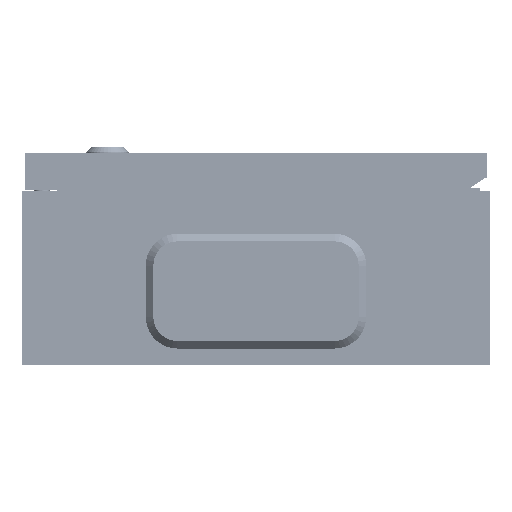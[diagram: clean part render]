
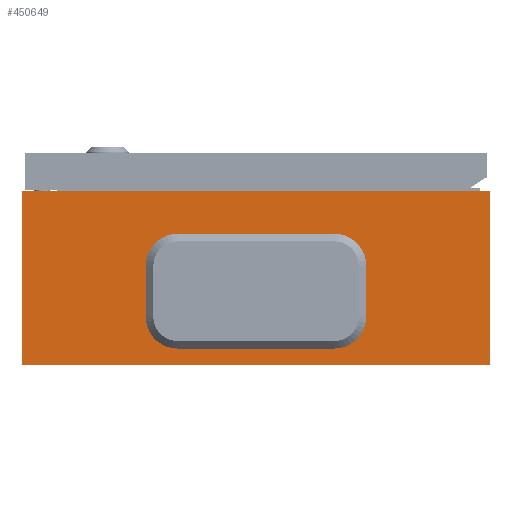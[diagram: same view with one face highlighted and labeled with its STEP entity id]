
A CAD part, front view. The second image highlights one B-rep face of the part: STEP entity #450649.
In plain terms, the highlighted planar face has unit normal (0, -1, 0).
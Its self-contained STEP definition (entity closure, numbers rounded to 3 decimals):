
#7250 = DIRECTION ( 'NONE',  ( 0., -1., 0. ) ) ;
#17463 = DIRECTION ( 'NONE',  ( 0., 0., -1. ) ) ;
#21298 = DIRECTION ( 'NONE',  ( -1., 0., 0. ) ) ;
#27575 = VERTEX_POINT ( 'NONE', #496397 ) ;
#36583 = VECTOR ( 'NONE', #326651, 1000. ) ;
#37827 = CIRCLE ( 'NONE', #262682, 18. ) ;
#46353 = VERTEX_POINT ( 'NONE', #166763 ) ;
#54703 = DIRECTION ( 'NONE',  ( 1., 0., 0. ) ) ;
#57345 = EDGE_CURVE ( 'NONE', #416303, #264520, #374394, .T. ) ;
#61337 = ORIENTED_EDGE ( 'NONE', *, *, #456091, .F. ) ;
#75523 = CARTESIAN_POINT ( 'NONE',  ( -187.346, -482.209, 273.431 ) ) ;
#77015 = CARTESIAN_POINT ( 'NONE',  ( 37.154, -482.209, 338.931 ) ) ;
#77177 = LINE ( 'NONE', #201978, #496745 ) ;
#79836 = DIRECTION ( 'NONE',  ( 0., 0., -1. ) ) ;
#83182 = PLANE ( 'NONE',  #164061 ) ;
#85863 = FACE_OUTER_BOUND ( 'NONE', #431641, .T. ) ;
#95459 = LINE ( 'NONE', #380122, #99123 ) ;
#99123 = VECTOR ( 'NONE', #54703, 1000. ) ;
#105217 = CARTESIAN_POINT ( 'NONE',  ( -83.846, -482.209, 305.431 ) ) ;
#107977 = CIRCLE ( 'NONE', #133874, 18. ) ;
#109892 = EDGE_CURVE ( 'NONE', #153494, #401497, #95459, .T. ) ;
#114311 = DIRECTION ( 'NONE',  ( 0., -1., 0. ) ) ;
#120270 = DIRECTION ( 'NONE',  ( 1., 0., 0. ) ) ;
#120699 = VERTEX_POINT ( 'NONE', #77015 ) ;
#126506 = FACE_BOUND ( 'NONE', #524098, .T. ) ;
#132234 = CARTESIAN_POINT ( 'NONE',  ( 37.154, -482.209, 305.431 ) ) ;
#133874 = AXIS2_PLACEMENT_3D ( 'NONE', #445327, #160941, #120270 ) ;
#152899 = LINE ( 'NONE', #483273, #500443 ) ;
#153494 = VERTEX_POINT ( 'NONE', #75523 ) ;
#153896 = ORIENTED_EDGE ( 'NONE', *, *, #109892, .T. ) ;
#156089 = CARTESIAN_POINT ( 'NONE',  ( -101.846, -482.209, 338.931 ) ) ;
#160941 = DIRECTION ( 'NONE',  ( 0., -1., 0. ) ) ;
#161837 = VERTEX_POINT ( 'NONE', #459901 ) ;
#163272 = EDGE_CURVE ( 'NONE', #445498, #418319, #37827, .T. ) ;
#164061 = AXIS2_PLACEMENT_3D ( 'NONE', #337881, #7250, #164645 ) ;
#164645 = DIRECTION ( 'NONE',  ( 0., 0., -1. ) ) ;
#166763 = CARTESIAN_POINT ( 'NONE',  ( 19.154, -482.209, 356.931 ) ) ;
#184098 = CARTESIAN_POINT ( 'NONE',  ( -83.846, -482.209, 338.931 ) ) ;
#194716 = VECTOR ( 'NONE', #328583, 1000. ) ;
#198786 = ORIENTED_EDGE ( 'NONE', *, *, #57345, .F. ) ;
#199308 = LINE ( 'NONE', #364543, #323220 ) ;
#201646 = DIRECTION ( 'NONE',  ( -1., 0., 0. ) ) ;
#201978 = CARTESIAN_POINT ( 'NONE',  ( -187.346, -482.209, 273.431 ) ) ;
#206676 = LINE ( 'NONE', #488310, #194716 ) ;
#218313 = EDGE_CURVE ( 'NONE', #271585, #389371, #440932, .T. ) ;
#227345 = DIRECTION ( 'NONE',  ( 0., -1., 0. ) ) ;
#242430 = EDGE_CURVE ( 'NONE', #161837, #27575, #206676, .T. ) ;
#262682 = AXIS2_PLACEMENT_3D ( 'NONE', #105217, #308520, #270519 ) ;
#264520 = VERTEX_POINT ( 'NONE', #403319 ) ;
#270519 = DIRECTION ( 'NONE',  ( 1., 0., 0. ) ) ;
#271585 = VERTEX_POINT ( 'NONE', #407407 ) ;
#278884 = ORIENTED_EDGE ( 'NONE', *, *, #412168, .T. ) ;
#280191 = VECTOR ( 'NONE', #508651, 1000. ) ;
#288910 = CARTESIAN_POINT ( 'NONE',  ( -83.846, -482.209, 287.431 ) ) ;
#303212 = ORIENTED_EDGE ( 'NONE', *, *, #472768, .F. ) ;
#307716 = ORIENTED_EDGE ( 'NONE', *, *, #382797, .F. ) ;
#308520 = DIRECTION ( 'NONE',  ( 0., -1., 0. ) ) ;
#322850 = EDGE_CURVE ( 'NONE', #120699, #46353, #107977, .T. ) ;
#323220 = VECTOR ( 'NONE', #529670, 1000. ) ;
#326651 = DIRECTION ( 'NONE',  ( 0., 0., -1. ) ) ;
#328475 = AXIS2_PLACEMENT_3D ( 'NONE', #439510, #114311, #404145 ) ;
#328583 = DIRECTION ( 'NONE',  ( -1., 0., 0. ) ) ;
#337881 = CARTESIAN_POINT ( 'NONE',  ( -4987.346, -482.209, 386.631 ) ) ;
#341900 = ORIENTED_EDGE ( 'NONE', *, *, #218313, .F. ) ;
#342795 = LINE ( 'NONE', #507927, #442748 ) ;
#343486 = CARTESIAN_POINT ( 'NONE',  ( 37.154, -482.209, 338.931 ) ) ;
#364543 = CARTESIAN_POINT ( 'NONE',  ( -83.846, -482.209, 287.431 ) ) ;
#367224 = EDGE_CURVE ( 'NONE', #418319, #271585, #199308, .T. ) ;
#368716 = CARTESIAN_POINT ( 'NONE',  ( 122.654, -482.209, 273.431 ) ) ;
#369436 = CARTESIAN_POINT ( 'NONE',  ( -83.846, -482.209, 356.931 ) ) ;
#374394 = CIRCLE ( 'NONE', #443484, 18. ) ;
#380122 = CARTESIAN_POINT ( 'NONE',  ( -32.346, -482.209, 273.431 ) ) ;
#382797 = EDGE_CURVE ( 'NONE', #389371, #120699, #432783, .T. ) ;
#389371 = VERTEX_POINT ( 'NONE', #132234 ) ;
#401497 = VERTEX_POINT ( 'NONE', #368716 ) ;
#403319 = CARTESIAN_POINT ( 'NONE',  ( -101.846, -482.209, 338.931 ) ) ;
#404145 = DIRECTION ( 'NONE',  ( 1., 0., 0. ) ) ;
#407407 = CARTESIAN_POINT ( 'NONE',  ( 19.154, -482.209, 287.431 ) ) ;
#409229 = ORIENTED_EDGE ( 'NONE', *, *, #532814, .F. ) ;
#410484 = LINE ( 'NONE', #156089, #36583 ) ;
#412168 = EDGE_CURVE ( 'NONE', #27575, #153494, #77177, .T. ) ;
#416303 = VERTEX_POINT ( 'NONE', #369436 ) ;
#418319 = VERTEX_POINT ( 'NONE', #288910 ) ;
#423576 = CARTESIAN_POINT ( 'NONE',  ( -101.846, -482.209, 305.431 ) ) ;
#431641 = EDGE_LOOP ( 'NONE', ( #483931, #278884, #153896, #303212 ) ) ;
#432783 = LINE ( 'NONE', #343486, #280191 ) ;
#439510 = CARTESIAN_POINT ( 'NONE',  ( 19.154, -482.209, 305.431 ) ) ;
#440932 = CIRCLE ( 'NONE', #328475, 18. ) ;
#442748 = VECTOR ( 'NONE', #17463, 1000. ) ;
#443484 = AXIS2_PLACEMENT_3D ( 'NONE', #184098, #227345, #21298 ) ;
#445327 = CARTESIAN_POINT ( 'NONE',  ( 19.154, -482.209, 338.931 ) ) ;
#445498 = VERTEX_POINT ( 'NONE', #423576 ) ;
#450649 = ADVANCED_FACE ( 'NONE', ( #85863, #126506 ), #83182, .T. ) ;
#456091 = EDGE_CURVE ( 'NONE', #264520, #445498, #410484, .T. ) ;
#459901 = CARTESIAN_POINT ( 'NONE',  ( 122.654, -482.209, 388.431 ) ) ;
#466318 = ORIENTED_EDGE ( 'NONE', *, *, #163272, .F. ) ;
#472768 = EDGE_CURVE ( 'NONE', #161837, #401497, #342795, .T. ) ;
#477455 = ORIENTED_EDGE ( 'NONE', *, *, #322850, .F. ) ;
#483273 = CARTESIAN_POINT ( 'NONE',  ( -83.846, -482.209, 356.931 ) ) ;
#483931 = ORIENTED_EDGE ( 'NONE', *, *, #242430, .T. ) ;
#488310 = CARTESIAN_POINT ( 'NONE',  ( -4987.346, -482.209, 388.431 ) ) ;
#496397 = CARTESIAN_POINT ( 'NONE',  ( -187.346, -482.209, 388.431 ) ) ;
#496745 = VECTOR ( 'NONE', #79836, 1000. ) ;
#500443 = VECTOR ( 'NONE', #201646, 1000. ) ;
#507927 = CARTESIAN_POINT ( 'NONE',  ( 122.654, -482.209, 273.431 ) ) ;
#508651 = DIRECTION ( 'NONE',  ( 0., 0., 1. ) ) ;
#524098 = EDGE_LOOP ( 'NONE', ( #341900, #525475, #466318, #61337, #198786, #409229, #477455, #307716 ) ) ;
#525475 = ORIENTED_EDGE ( 'NONE', *, *, #367224, .F. ) ;
#529670 = DIRECTION ( 'NONE',  ( 1., 0., 0. ) ) ;
#532814 = EDGE_CURVE ( 'NONE', #46353, #416303, #152899, .T. ) ;
